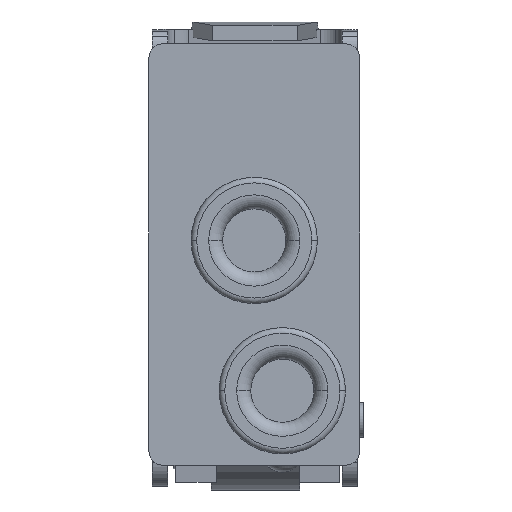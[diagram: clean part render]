
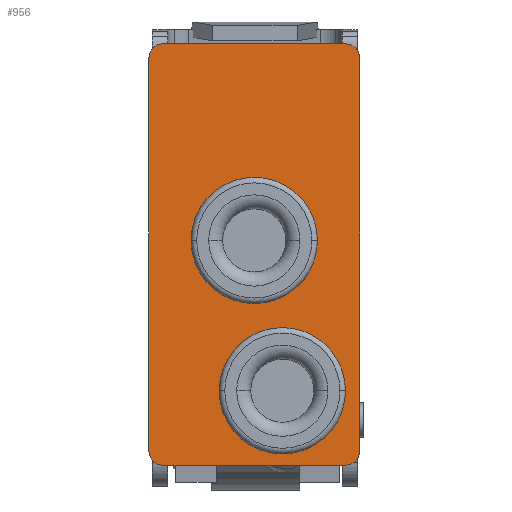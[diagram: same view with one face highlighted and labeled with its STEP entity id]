
A CAD part, front view. The second image highlights one B-rep face of the part: STEP entity #956.
In plain terms, the highlighted planar face has unit normal (0, -1, 0).
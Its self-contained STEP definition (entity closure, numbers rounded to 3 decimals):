
#280=CARTESIAN_POINT('',(2.0,-13.75,-13.9));
#281=VERTEX_POINT('',#280);
#297=CARTESIAN_POINT('',(2.,-13.75,-5.5));
#298=VERTEX_POINT('',#297);
#305=CARTESIAN_POINT('',(2.0,-13.75,-9.7));
#306=DIRECTION('',(0.0,1.0,0.0));
#307=DIRECTION('',(0.0,0.0,-1.0));
#308=AXIS2_PLACEMENT_3D('',#305,#306,#307);
#309=CIRCLE('',#308,4.2);
#310=EDGE_CURVE('',#281,#298,#309,.T.);
#322=CARTESIAN_POINT('',(0.0,-13.75,-3.2));
#323=VERTEX_POINT('',#322);
#339=CARTESIAN_POINT('',(0.,-13.75,5.2));
#340=VERTEX_POINT('',#339);
#347=CARTESIAN_POINT('',(0.,-13.75,1.0));
#348=DIRECTION('',(0.0,1.0,0.0));
#349=DIRECTION('',(0.0,0.0,-1.0));
#350=AXIS2_PLACEMENT_3D('',#347,#348,#349);
#351=CIRCLE('',#350,4.2);
#352=EDGE_CURVE('',#323,#340,#351,.T.);
#470=CARTESIAN_POINT('',(7.207,-13.75,14.707));
#471=VERTEX_POINT('',#470);
#487=CARTESIAN_POINT('',(6.5,-13.75,15.0));
#488=VERTEX_POINT('',#487);
#495=CARTESIAN_POINT('',(6.5,-13.75,14.));
#496=DIRECTION('',(0.0,1.,0.0));
#497=DIRECTION('',(0.707,0.0,0.707));
#498=AXIS2_PLACEMENT_3D('',#495,#496,#497);
#499=CIRCLE('',#498,1.);
#500=EDGE_CURVE('',#488,#471,#499,.T.);
#512=CARTESIAN_POINT('',(-7.207,-13.75,-14.707));
#513=VERTEX_POINT('',#512);
#529=CARTESIAN_POINT('',(-6.5,-13.75,-15.0));
#530=VERTEX_POINT('',#529);
#537=CARTESIAN_POINT('',(-6.5,-13.75,-14.));
#538=DIRECTION('',(0.0,1.,0.0));
#539=DIRECTION('',(-0.707,0.0,-0.707));
#540=AXIS2_PLACEMENT_3D('',#537,#538,#539);
#541=CIRCLE('',#540,1.);
#542=EDGE_CURVE('',#530,#513,#541,.T.);
#552=CARTESIAN_POINT('',(7.207,-13.75,-14.707));
#553=VERTEX_POINT('',#552);
#562=CARTESIAN_POINT('',(6.5,-13.75,-15.0));
#563=VERTEX_POINT('',#562);
#564=CARTESIAN_POINT('',(6.5,-13.75,-14.));
#565=DIRECTION('',(0.0,1.,0.0));
#566=DIRECTION('',(0.707,0.0,-0.707));
#567=AXIS2_PLACEMENT_3D('',#564,#565,#566);
#568=CIRCLE('',#567,1.);
#569=EDGE_CURVE('',#553,#563,#568,.T.);
#594=CARTESIAN_POINT('',(-7.207,-13.75,14.707));
#595=VERTEX_POINT('',#594);
#604=CARTESIAN_POINT('',(-6.5,-13.75,15.0));
#605=VERTEX_POINT('',#604);
#606=CARTESIAN_POINT('',(-6.5,-13.75,14.));
#607=DIRECTION('',(0.0,1.,0.0));
#608=DIRECTION('',(-0.707,0.0,0.707));
#609=AXIS2_PLACEMENT_3D('',#606,#607,#608);
#610=CIRCLE('',#609,1.);
#611=EDGE_CURVE('',#595,#605,#610,.T.);
#646=CARTESIAN_POINT('',(-7.5,-13.75,14.));
#647=VERTEX_POINT('',#646);
#654=CARTESIAN_POINT('',(-6.5,-13.75,14.));
#655=DIRECTION('',(0.0,1.,0.0));
#656=DIRECTION('',(-0.707,0.0,0.707));
#657=AXIS2_PLACEMENT_3D('',#654,#655,#656);
#658=CIRCLE('',#657,1.);
#659=EDGE_CURVE('',#647,#595,#658,.T.);
#678=CARTESIAN_POINT('',(-7.5,-13.75,-14.));
#679=VERTEX_POINT('',#678);
#686=CARTESIAN_POINT('',(-7.5,-13.75,-14.));
#687=DIRECTION('',(0.0,0.0,1.0));
#688=VECTOR('',#687,28.0);
#689=LINE('',#686,#688);
#690=EDGE_CURVE('',#679,#647,#689,.T.);
#821=CARTESIAN_POINT('',(7.5,-13.75,-14.));
#822=VERTEX_POINT('',#821);
#829=CARTESIAN_POINT('',(6.5,-13.75,-14.));
#830=DIRECTION('',(0.0,1.,0.0));
#831=DIRECTION('',(0.707,0.0,-0.707));
#832=AXIS2_PLACEMENT_3D('',#829,#830,#831);
#833=CIRCLE('',#832,1.);
#834=EDGE_CURVE('',#822,#553,#833,.T.);
#846=CARTESIAN_POINT('',(7.5,-13.75,14.));
#847=VERTEX_POINT('',#846);
#854=CARTESIAN_POINT('',(7.5,-13.75,-14.));
#855=DIRECTION('',(0.0,0.0,1.0));
#856=VECTOR('',#855,28.0);
#857=LINE('',#854,#856);
#858=EDGE_CURVE('',#822,#847,#857,.T.);
#889=CARTESIAN_POINT('',(-6.5,-13.75,-14.));
#890=DIRECTION('',(0.0,1.,0.0));
#891=DIRECTION('',(-0.707,0.0,-0.707));
#892=AXIS2_PLACEMENT_3D('',#889,#890,#891);
#893=CIRCLE('',#892,1.);
#894=EDGE_CURVE('',#513,#679,#893,.T.);
#901=CARTESIAN_POINT('',(7.5,-13.75,-15.0));
#902=DIRECTION('',(0.0,-1.0,0.0));
#903=DIRECTION('',(0.0,0.0,-1.0));
#904=AXIS2_PLACEMENT_3D('',#901,#902,#903);
#905=PLANE('',#904);
#906=ORIENTED_EDGE('',*,*,#659,.F.);
#907=ORIENTED_EDGE('',*,*,#690,.F.);
#908=ORIENTED_EDGE('',*,*,#894,.F.);
#909=ORIENTED_EDGE('',*,*,#542,.F.);
#910=CARTESIAN_POINT('',(-6.5,-13.75,-15.0));
#911=DIRECTION('',(1.0,0.0,0.0));
#912=VECTOR('',#911,13.);
#913=LINE('',#910,#912);
#914=EDGE_CURVE('',#530,#563,#913,.T.);
#915=ORIENTED_EDGE('',*,*,#914,.T.);
#916=ORIENTED_EDGE('',*,*,#569,.F.);
#917=ORIENTED_EDGE('',*,*,#834,.F.);
#918=ORIENTED_EDGE('',*,*,#858,.T.);
#919=CARTESIAN_POINT('',(6.5,-13.75,14.));
#920=DIRECTION('',(0.0,1.,0.0));
#921=DIRECTION('',(0.707,0.0,0.707));
#922=AXIS2_PLACEMENT_3D('',#919,#920,#921);
#923=CIRCLE('',#922,1.);
#924=EDGE_CURVE('',#471,#847,#923,.T.);
#925=ORIENTED_EDGE('',*,*,#924,.F.);
#926=ORIENTED_EDGE('',*,*,#500,.F.);
#927=CARTESIAN_POINT('',(6.5,-13.75,15.0));
#928=DIRECTION('',(-1.0,0.0,0.0));
#929=VECTOR('',#928,13.);
#930=LINE('',#927,#929);
#931=EDGE_CURVE('',#488,#605,#930,.T.);
#932=ORIENTED_EDGE('',*,*,#931,.T.);
#933=ORIENTED_EDGE('',*,*,#611,.F.);
#934=EDGE_LOOP('',(#906,#907,#908,#909,#915,#916,#917,#918,#925,#926,#932,#933));
#935=FACE_OUTER_BOUND('',#934,.T.);
#936=ORIENTED_EDGE('',*,*,#310,.T.);
#937=CARTESIAN_POINT('',(2.0,-13.75,-9.7));
#938=DIRECTION('',(0.0,1.0,0.0));
#939=DIRECTION('',(0.0,0.0,-1.0));
#940=AXIS2_PLACEMENT_3D('',#937,#938,#939);
#941=CIRCLE('',#940,4.2);
#942=EDGE_CURVE('',#298,#281,#941,.T.);
#943=ORIENTED_EDGE('',*,*,#942,.T.);
#944=EDGE_LOOP('',(#936,#943));
#945=FACE_BOUND('',#944,.T.);
#946=ORIENTED_EDGE('',*,*,#352,.T.);
#947=CARTESIAN_POINT('',(0.,-13.75,1.0));
#948=DIRECTION('',(0.0,1.0,0.0));
#949=DIRECTION('',(0.0,0.0,-1.0));
#950=AXIS2_PLACEMENT_3D('',#947,#948,#949);
#951=CIRCLE('',#950,4.2);
#952=EDGE_CURVE('',#340,#323,#951,.T.);
#953=ORIENTED_EDGE('',*,*,#952,.T.);
#954=EDGE_LOOP('',(#946,#953));
#955=FACE_BOUND('',#954,.T.);
#956=ADVANCED_FACE('',(#935,#945,#955),#905,.T.);
